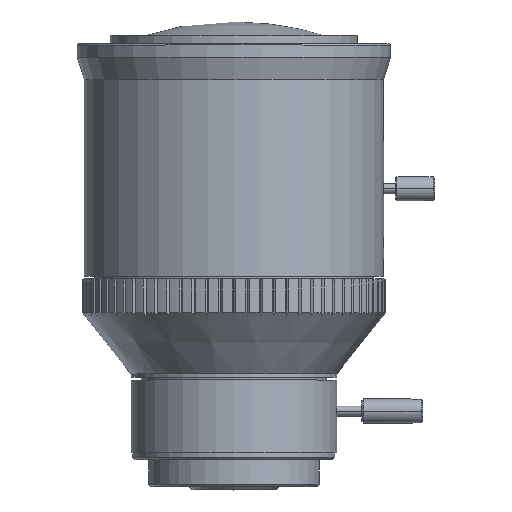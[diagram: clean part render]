
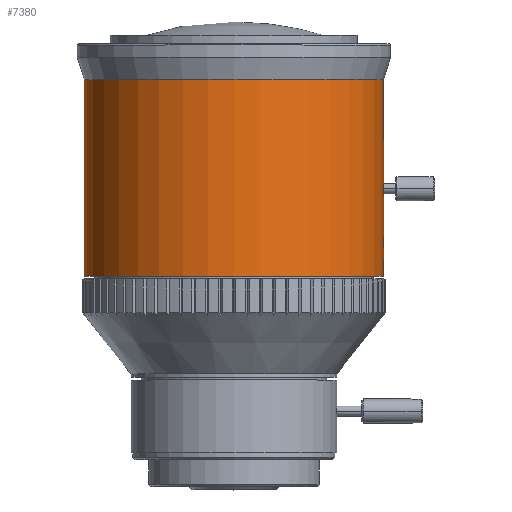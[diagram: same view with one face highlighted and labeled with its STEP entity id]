
A CAD part, top view. The second image highlights one B-rep face of the part: STEP entity #7380.
In plain terms, the highlighted cylindrical face has radius 22.2 mm (diameter 44.4 mm), a partial arc.
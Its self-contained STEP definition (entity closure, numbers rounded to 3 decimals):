
#44 = DIRECTION ( 'NONE',  ( 0., -1., 0. ) ) ;
#96 = DIRECTION ( 'NONE',  ( 1., 0., 0. ) ) ;
#220 = CARTESIAN_POINT ( 'NONE',  ( 22.2, -35.75, 0. ) ) ;
#227 = CIRCLE ( 'NONE', #1785, 22.2 ) ;
#644 = EDGE_CURVE ( 'NONE', #5482, #4827, #6748, .T. ) ;
#654 = CARTESIAN_POINT ( 'NONE',  ( 22.2, -31.55, 0.209 ) ) ;
#936 = DIRECTION ( 'NONE',  ( 0., -1., 0. ) ) ;
#1007 = CARTESIAN_POINT ( 'NONE',  ( -22.2, -35.75, 0. ) ) ;
#1104 = CARTESIAN_POINT ( 'NONE',  ( 22.2, -31.55, 0. ) ) ;
#1262 = LINE ( 'NONE', #8746, #7365 ) ;
#1485 = CIRCLE ( 'NONE', #6384, 22.2 ) ;
#1512 = CARTESIAN_POINT ( 'NONE',  ( 22.2, -31.55, 0. ) ) ;
#1524 = CYLINDRICAL_SURFACE ( 'NONE', #4715, 22.2 ) ;
#1539 = ORIENTED_EDGE ( 'NONE', *, *, #9987, .T. ) ;
#1785 = AXIS2_PLACEMENT_3D ( 'NONE', #4652, #10242, #5450 ) ;
#2036 = DIRECTION ( 'NONE',  ( 0., -1., 0. ) ) ;
#2037 = EDGE_CURVE ( 'NONE', #6975, #5482, #7206, .T. ) ;
#2068 = CARTESIAN_POINT ( 'NONE',  ( 22.2, -66.95, 0. ) ) ;
#2186 = EDGE_LOOP ( 'NONE', ( #1539, #5154, #9169, #6714, #9221, #8537, #9385, #9553, #8691, #4627 ) ) ;
#2203 = CARTESIAN_POINT ( 'NONE',  ( 22.186, -30.75, 0.8 ) ) ;
#2371 = EDGE_CURVE ( 'NONE', #4148, #4827, #4987, .T. ) ;
#2408 = CARTESIAN_POINT ( 'NONE',  ( 22.2, -21.95, 0. ) ) ;
#2546 = CARTESIAN_POINT ( 'NONE',  ( 22.189, -22.347, 0.699 ) ) ;
#2596 = CARTESIAN_POINT ( 'NONE',  ( 22.191, -23.242, 0.639 ) ) ;
#2864 = VECTOR ( 'NONE', #936, 1000. ) ;
#3014 = CARTESIAN_POINT ( 'NONE',  ( 22.191, -31.242, 0.639 ) ) ;
#3126 = VERTEX_POINT ( 'NONE', #220 ) ;
#3244 = CARTESIAN_POINT ( 'NONE',  ( 0., -66.95, 0. ) ) ;
#3346 = CARTESIAN_POINT ( 'NONE',  ( 22.197, -22.037, 0.418 ) ) ;
#3360 = CARTESIAN_POINT ( 'NONE',  ( 22.2, -23.55, 0.209 ) ) ;
#3363 = VERTEX_POINT ( 'NONE', #1007 ) ;
#3402 = CARTESIAN_POINT ( 'NONE',  ( 22.186, -22.96, 0.779 ) ) ;
#3430 = B_SPLINE_CURVE_WITH_KNOTS ( 'NONE', 3,
 ( #5733, #8882, #7323, #2546, #8117, #3346, #8920, #4159 ),
 .UNSPECIFIED., .F., .F.,
 ( 4, 2, 2, 4 ),
 ( 0.004, 0.004, 0.004, 0.005 ),
 .UNSPECIFIED. ) ;
#3461 = CARTESIAN_POINT ( 'NONE',  ( 22.2, -23.55, 0. ) ) ;
#3558 = CARTESIAN_POINT ( 'NONE',  ( 22.2, -29.95, 0. ) ) ;
#3647 = VECTOR ( 'NONE', #6835, 1000. ) ;
#3786 = DIRECTION ( 'NONE',  ( 0., -1., 0. ) ) ;
#3809 = CARTESIAN_POINT ( 'NONE',  ( 22.186, -30.96, 0.779 ) ) ;
#3879 = EDGE_CURVE ( 'NONE', #3126, #3363, #227, .T. ) ;
#3895 = FACE_OUTER_BOUND ( 'NONE', #2186, .T. ) ;
#3905 = VECTOR ( 'NONE', #3786, 1000. ) ;
#4004 = VERTEX_POINT ( 'NONE', #2408 ) ;
#4028 = CARTESIAN_POINT ( 'NONE',  ( 22.186, -30.541, 0.779 ) ) ;
#4148 = VERTEX_POINT ( 'NONE', #3461 ) ;
#4159 = CARTESIAN_POINT ( 'NONE',  ( 22.2, -21.95, 0. ) ) ;
#4213 = CARTESIAN_POINT ( 'NONE',  ( 22.186, -22.75, 0.8 ) ) ;
#4379 = CARTESIAN_POINT ( 'NONE',  ( 22.2, -29.95, 0. ) ) ;
#4627 = ORIENTED_EDGE ( 'NONE', *, *, #6509, .F. ) ;
#4652 = CARTESIAN_POINT ( 'NONE',  ( 0., -35.75, 0. ) ) ;
#4655 = EDGE_CURVE ( 'NONE', #5181, #4004, #3430, .T. ) ;
#4715 = AXIS2_PLACEMENT_3D ( 'NONE', #3244, #9642, #96 ) ;
#4827 = VERTEX_POINT ( 'NONE', #4379 ) ;
#4987 = LINE ( 'NONE', #7106, #2864 ) ;
#5154 = ORIENTED_EDGE ( 'NONE', *, *, #9280, .T. ) ;
#5181 = VERTEX_POINT ( 'NONE', #8469 ) ;
#5450 = DIRECTION ( 'NONE',  ( 1., 0., 0. ) ) ;
#5482 = VERTEX_POINT ( 'NONE', #8589 ) ;
#5538 = CARTESIAN_POINT ( 'NONE',  ( 22.186, -30.645, 0.8 ) ) ;
#5733 = CARTESIAN_POINT ( 'NONE',  ( 22.186, -22.75, 0.8 ) ) ;
#6023 = LINE ( 'NONE', #6151, #3905 ) ;
#6151 = CARTESIAN_POINT ( 'NONE',  ( 22.2, -66.95, 0. ) ) ;
#6384 = AXIS2_PLACEMENT_3D ( 'NONE', #6804, #2036, #7614 ) ;
#6509 = EDGE_CURVE ( 'NONE', #9682, #4004, #6023, .T. ) ;
#6551 = CARTESIAN_POINT ( 'NONE',  ( 22.197, -30.037, 0.418 ) ) ;
#6552 = CARTESIAN_POINT ( 'NONE',  ( 22.2, -23.55, 0. ) ) ;
#6684 = CARTESIAN_POINT ( 'NONE',  ( -22.2, -6.55, 0. ) ) ;
#6714 = ORIENTED_EDGE ( 'NONE', *, *, #7098, .F. ) ;
#6748 = B_SPLINE_CURVE_WITH_KNOTS ( 'NONE', 3,
 ( #7791, #5538, #4028, #7303, #9388, #6551, #7267, #3558 ),
 .UNSPECIFIED., .F., .F.,
 ( 4, 2, 2, 4 ),
 ( 0.004, 0.004, 0.004, 0.005 ),
 .UNSPECIFIED. ) ;
#6804 = CARTESIAN_POINT ( 'NONE',  ( 0., -6.55, 0. ) ) ;
#6835 = DIRECTION ( 'NONE',  ( 0., -1., 0. ) ) ;
#6973 = CARTESIAN_POINT ( 'NONE',  ( 22.186, -30.856, 0.8 ) ) ;
#6975 = VERTEX_POINT ( 'NONE', #1104 ) ;
#7059 = CARTESIAN_POINT ( 'NONE',  ( 22.2, -6.55, 0. ) ) ;
#7098 = EDGE_CURVE ( 'NONE', #6975, #3126, #9513, .T. ) ;
#7106 = CARTESIAN_POINT ( 'NONE',  ( 22.2, -66.95, 0. ) ) ;
#7206 = B_SPLINE_CURVE_WITH_KNOTS ( 'NONE', 3,
 ( #1512, #654, #10212, #3014, #8553, #3809, #6973, #2203 ),
 .UNSPECIFIED., .F., .F.,
 ( 4, 2, 2, 4 ),
 ( 0.003, 0.003, 0.003, 0.004 ),
 .UNSPECIFIED. ) ;
#7267 = CARTESIAN_POINT ( 'NONE',  ( 22.2, -29.95, 0.211 ) ) ;
#7303 = CARTESIAN_POINT ( 'NONE',  ( 22.189, -30.347, 0.699 ) ) ;
#7323 = CARTESIAN_POINT ( 'NONE',  ( 22.186, -22.541, 0.779 ) ) ;
#7365 = VECTOR ( 'NONE', #44, 1000. ) ;
#7373 = CARTESIAN_POINT ( 'NONE',  ( 22.197, -23.463, 0.418 ) ) ;
#7380 = ADVANCED_FACE ( 'NONE', ( #3895 ), #1524, .T. ) ;
#7614 = DIRECTION ( 'NONE',  ( 1., 0., 0. ) ) ;
#7791 = CARTESIAN_POINT ( 'NONE',  ( 22.186, -30.75, 0.8 ) ) ;
#8117 = CARTESIAN_POINT ( 'NONE',  ( 22.191, -22.258, 0.64 ) ) ;
#8169 = CARTESIAN_POINT ( 'NONE',  ( 22.189, -23.153, 0.699 ) ) ;
#8469 = CARTESIAN_POINT ( 'NONE',  ( 22.186, -22.75, 0.8 ) ) ;
#8537 = ORIENTED_EDGE ( 'NONE', *, *, #644, .T. ) ;
#8553 = CARTESIAN_POINT ( 'NONE',  ( 22.189, -31.153, 0.699 ) ) ;
#8589 = CARTESIAN_POINT ( 'NONE',  ( 22.186, -30.75, 0.8 ) ) ;
#8691 = ORIENTED_EDGE ( 'NONE', *, *, #4655, .T. ) ;
#8746 = CARTESIAN_POINT ( 'NONE',  ( -22.2, -66.95, 0. ) ) ;
#8882 = CARTESIAN_POINT ( 'NONE',  ( 22.186, -22.645, 0.8 ) ) ;
#8920 = CARTESIAN_POINT ( 'NONE',  ( 22.2, -21.95, 0.211 ) ) ;
#8974 = CARTESIAN_POINT ( 'NONE',  ( 22.186, -22.856, 0.8 ) ) ;
#9066 = B_SPLINE_CURVE_WITH_KNOTS ( 'NONE', 3,
 ( #6552, #3360, #7373, #2596, #8169, #3402, #8974, #4213 ),
 .UNSPECIFIED., .F., .F.,
 ( 4, 2, 2, 4 ),
 ( 0.003, 0.003, 0.003, 0.004 ),
 .UNSPECIFIED. ) ;
#9169 = ORIENTED_EDGE ( 'NONE', *, *, #3879, .F. ) ;
#9221 = ORIENTED_EDGE ( 'NONE', *, *, #2037, .T. ) ;
#9280 = EDGE_CURVE ( 'NONE', #9412, #3363, #1262, .T. ) ;
#9385 = ORIENTED_EDGE ( 'NONE', *, *, #2371, .F. ) ;
#9388 = CARTESIAN_POINT ( 'NONE',  ( 22.191, -30.258, 0.64 ) ) ;
#9412 = VERTEX_POINT ( 'NONE', #6684 ) ;
#9513 = LINE ( 'NONE', #2068, #3647 ) ;
#9553 = ORIENTED_EDGE ( 'NONE', *, *, #9857, .T. ) ;
#9642 = DIRECTION ( 'NONE',  ( 0., -1., 0. ) ) ;
#9682 = VERTEX_POINT ( 'NONE', #7059 ) ;
#9857 = EDGE_CURVE ( 'NONE', #4148, #5181, #9066, .T. ) ;
#9987 = EDGE_CURVE ( 'NONE', #9682, #9412, #1485, .T. ) ;
#10212 = CARTESIAN_POINT ( 'NONE',  ( 22.197, -31.463, 0.418 ) ) ;
#10242 = DIRECTION ( 'NONE',  ( 0., -1., 0. ) ) ;
